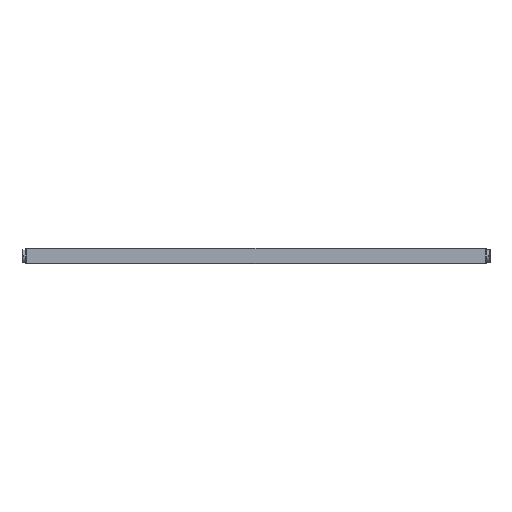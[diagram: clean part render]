
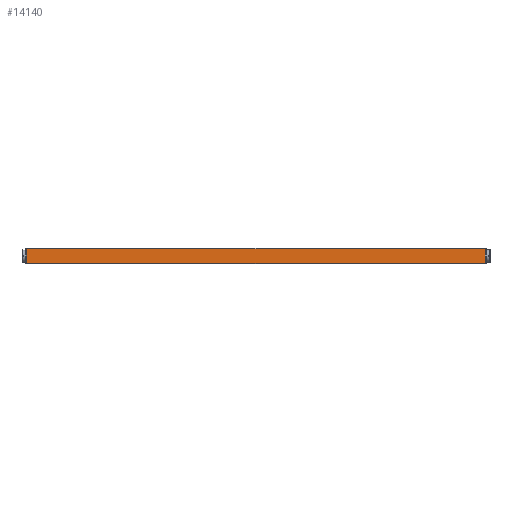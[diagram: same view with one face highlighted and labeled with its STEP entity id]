
A CAD part, front view. The second image highlights one B-rep face of the part: STEP entity #14140.
In plain terms, the highlighted planar face has unit normal (0, -1, 0).
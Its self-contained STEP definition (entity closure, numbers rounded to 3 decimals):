
#10772=FACE_OUTER_BOUND('',#24472,.T.);
#14140=ADVANCED_FACE('',(#10772),#17779,.T.);
#17779=PLANE('',#74399);
#24472=EDGE_LOOP('',(#30526,#30527,#30528,#30529));
#30526=ORIENTED_EDGE('',*,*,#53940,.T.);
#30527=ORIENTED_EDGE('',*,*,#53941,.T.);
#30528=ORIENTED_EDGE('',*,*,#53942,.T.);
#30529=ORIENTED_EDGE('',*,*,#53943,.T.);
#47590=VERTEX_POINT('',#101153);
#47591=VERTEX_POINT('',#101154);
#47592=VERTEX_POINT('',#101156);
#47593=VERTEX_POINT('',#101158);
#53940=EDGE_CURVE('',#47590,#47591,#62730,.T.);
#53941=EDGE_CURVE('',#47591,#47592,#62731,.T.);
#53942=EDGE_CURVE('',#47592,#47593,#62732,.T.);
#53943=EDGE_CURVE('',#47593,#47590,#62733,.T.);
#62730=LINE('',#101152,#68798);
#62731=LINE('',#101155,#68799);
#62732=LINE('',#101157,#68800);
#62733=LINE('',#101159,#68801);
#68798=VECTOR('',#81315,1.);
#68799=VECTOR('',#81316,1.);
#68800=VECTOR('',#81317,1.);
#68801=VECTOR('',#81318,1.);
#74399=AXIS2_PLACEMENT_3D('',#101160,#81319,#81320);
#81315=DIRECTION('',(0.,0.,1.));
#81316=DIRECTION('',(-1.,0.,0.));
#81317=DIRECTION('',(0.,0.,-1.));
#81318=DIRECTION('',(1.,0.,0.));
#81319=DIRECTION('',(0.,-1.,0.));
#81320=DIRECTION('',(0.,0.,1.));
#101152=CARTESIAN_POINT('',(319.5,-12.,11.));
#101153=CARTESIAN_POINT('',(319.5,-12.,0.5));
#101154=CARTESIAN_POINT('',(319.5,-12.,10.5));
#101155=CARTESIAN_POINT('',(160.,-12.,10.5));
#101156=CARTESIAN_POINT('',(0.5,-12.,10.5));
#101157=CARTESIAN_POINT('',(0.5,-12.,11.));
#101158=CARTESIAN_POINT('',(0.5,-12.,0.5));
#101159=CARTESIAN_POINT('',(160.,-12.,0.5));
#101160=CARTESIAN_POINT('',(160.,-12.,11.));
